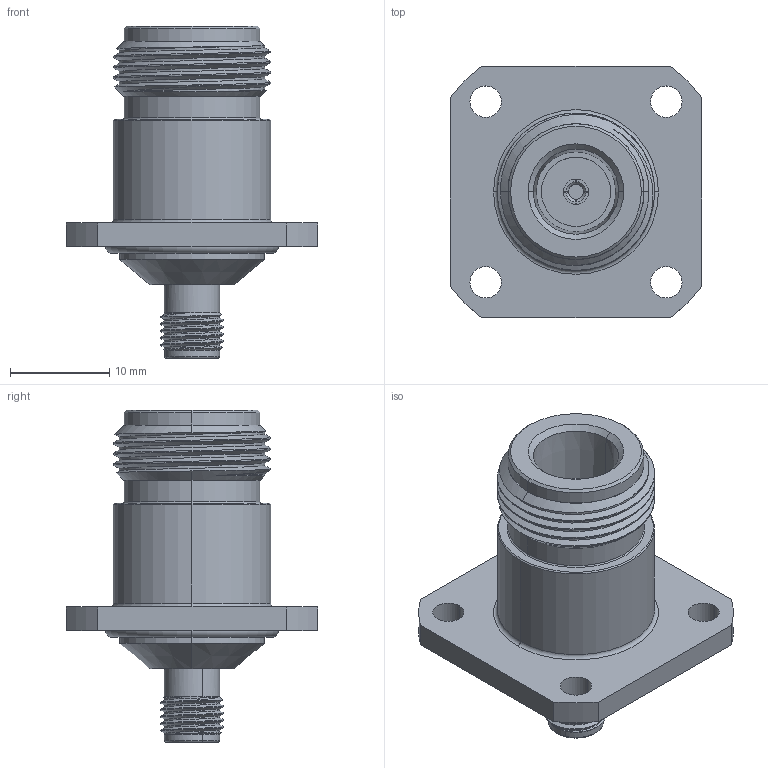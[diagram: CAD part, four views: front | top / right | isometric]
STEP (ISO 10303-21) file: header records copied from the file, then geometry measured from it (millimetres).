
FILE_DESCRIPTION (( 'STEP AP203' ), '1' );
FILE_NAME ('SM4232.step', '2019-07-24T22:19:15', ( '' ), ( '' ), 'SwSTEP 2.0', 'SolidWorks 2018', '' );
FILE_SCHEMA (( 'CONFIG_CONTROL_DESIGN' ));
Length unit declared in the file: inch
Products named in the file (1): SM4232
Bounding box: 25.4 x 25.4 x 33.53 mm (x, y, z)
Volume: 5165.1 mm3; surface area: 3541.6 mm2
Topology: 2 solids, 2 shells, 150 faces, 375 edges, 239 vertices
Faces by surface type: cylinder 66, plane 38, cone 30, torus 10, bspline 6
Entity records: 7588 total; most frequent: CARTESIAN_POINT 4085, ORIENTED_EDGE 750, DIRECTION 686, EDGE_CURVE 375, AXIS2_PLACEMENT_3D 280, VERTEX_POINT 239, EDGE_LOOP 170, ADVANCED_FACE 150
